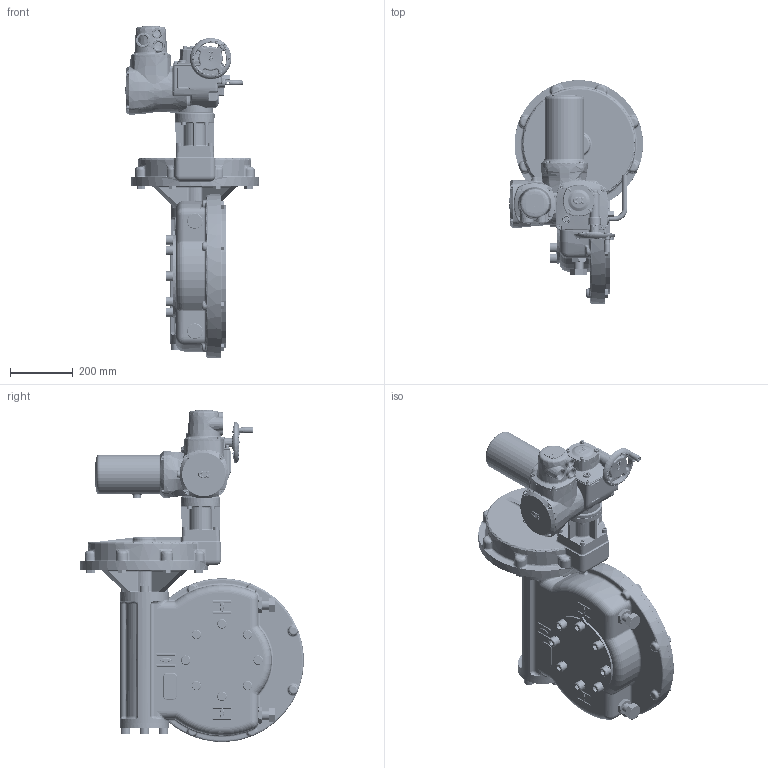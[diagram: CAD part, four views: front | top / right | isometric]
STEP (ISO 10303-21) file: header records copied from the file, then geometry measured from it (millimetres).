
FILE_DESCRIPTION(/* description */ ('Unknown'),/* implementation_level */ '2;1');
FILE_NAME(/* name */ 'A2W8RHB000X-1',/* time_stamp */ '2019-07-18T19:55:59+05:00',/* author */ ('Unknown'),/* organization */ ('Unknown'),/* preprocessor_version */ 'ST-DEVELOPER v16.7',/* originating_system */ 'DEX',/* authorisation */ $);
FILE_SCHEMA (('TECHNICAL_DATA_PACKAGING','AUTOMOTIVE_DESIGN {1 0 10303 214 3 1 1}'));
Products named in the file (1): A2W8RHB000
Bounding box: 426 x 710.38 x 1054.63 mm (x, y, z)
Volume: 83070 mm3; surface area: 1960790.9 mm2
Topology: 41 solids, 46 shells, 6158 faces, 15325 edges, 9434 vertices
Faces by surface type: plane 2530, bspline 1850, cylinder 796, cone 435, torus 422, sphere 125
Full cylindrical faces by diameter (mm): 4.917 x17, 6 x2, 8 x4, 8.2 x1, 8.376 x4, 9 x8, 10 x17, 10.22 x4, 10.8 x8, 12 x1, 13 x10, 13.5 x1, 13.835 x10, 14 x1, 14.5 x4, 15 x1, 15.5 x1, 16 x16, 17 x16, 18 x4, 18.376 x1, 19 x1, 20 x12, 20.5 x4, 21 x8, 23.376 x1, 30 x19, 30.376 x1, 30.7 x8, 52 x1
Entity records: 287415 total; most frequent: CARTESIAN_POINT 121067, ORIENTED_EDGE 28726, DIRECTION 19213, EDGE_CURVE 14363, VERTEX_POINT 9197, AXIS2_PLACEMENT_3D 7533, FACE_BOUND 7106, EDGE_LOOP 7060
